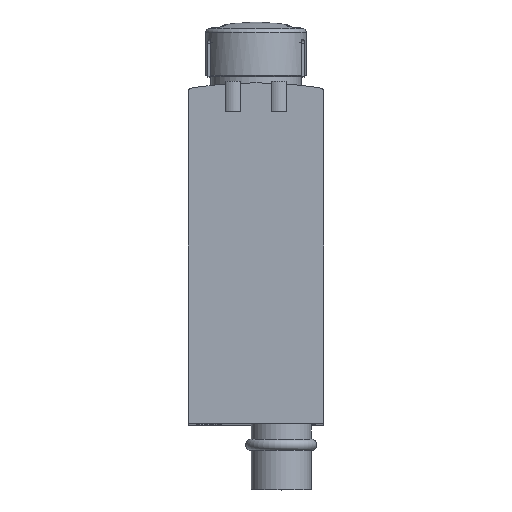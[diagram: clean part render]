
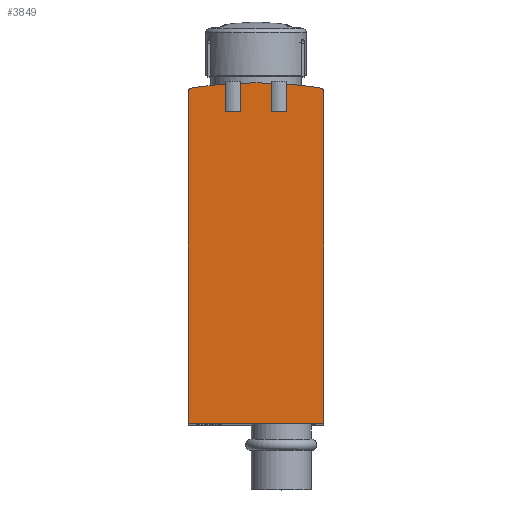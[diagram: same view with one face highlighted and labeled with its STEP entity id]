
A CAD part, top view. The second image highlights one B-rep face of the part: STEP entity #3849.
In plain terms, the highlighted planar face has unit normal (0, 0, 1).
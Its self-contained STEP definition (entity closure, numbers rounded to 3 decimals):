
#66=PLANE('',#4055);
#134=CIRCLE('',#3987,55.3);
#135=CIRCLE('',#3988,55.3);
#137=CIRCLE('',#3990,55.3);
#167=CIRCLE('',#4047,0.5);
#169=CIRCLE('',#4052,0.5);
#497=ORIENTED_EDGE('',*,*,#1237,.F.);
#498=ORIENTED_EDGE('',*,*,#1151,.T.);
#499=ORIENTED_EDGE('',*,*,#1227,.T.);
#500=ORIENTED_EDGE('',*,*,#1230,.T.);
#501=ORIENTED_EDGE('',*,*,#1197,.T.);
#502=ORIENTED_EDGE('',*,*,#1232,.T.);
#503=ORIENTED_EDGE('',*,*,#1235,.T.);
#504=ORIENTED_EDGE('',*,*,#1147,.T.);
#505=ORIENTED_EDGE('',*,*,#1238,.F.);
#506=ORIENTED_EDGE('',*,*,#1239,.T.);
#507=ORIENTED_EDGE('',*,*,#1240,.F.);
#508=ORIENTED_EDGE('',*,*,#1143,.T.);
#509=ORIENTED_EDGE('',*,*,#1241,.F.);
#510=ORIENTED_EDGE('',*,*,#1242,.T.);
#1143=EDGE_CURVE('',#1554,#1553,#134,.T.);
#1147=EDGE_CURVE('',#1558,#1557,#135,.T.);
#1151=EDGE_CURVE('',#1551,#1561,#137,.T.);
#1197=EDGE_CURVE('',#1594,#1597,#1858,.T.);
#1227=EDGE_CURVE('',#1561,#1614,#167,.T.);
#1230=EDGE_CURVE('',#1614,#1594,#1876,.T.);
#1232=EDGE_CURVE('',#1597,#1616,#1878,.T.);
#1235=EDGE_CURVE('',#1616,#1558,#169,.T.);
#1237=EDGE_CURVE('',#1551,#1618,#1881,.T.);
#1238=EDGE_CURVE('',#1619,#1557,#1882,.T.);
#1239=EDGE_CURVE('',#1619,#1620,#1883,.T.);
#1240=EDGE_CURVE('',#1554,#1620,#1884,.T.);
#1241=EDGE_CURVE('',#1621,#1553,#1885,.T.);
#1242=EDGE_CURVE('',#1621,#1618,#1886,.T.);
#1551=VERTEX_POINT('',#5119);
#1553=VERTEX_POINT('',#5129);
#1554=VERTEX_POINT('',#5131);
#1557=VERTEX_POINT('',#5143);
#1558=VERTEX_POINT('',#5145);
#1561=VERTEX_POINT('',#5151);
#1594=VERTEX_POINT('',#5270);
#1597=VERTEX_POINT('',#5277);
#1614=VERTEX_POINT('',#5344);
#1616=VERTEX_POINT('',#5353);
#1618=VERTEX_POINT('',#5363);
#1619=VERTEX_POINT('',#5365);
#1620=VERTEX_POINT('',#5367);
#1621=VERTEX_POINT('',#5370);
#1858=LINE('',#5278,#2082);
#1876=LINE('',#5349,#2100);
#1878=LINE('',#5352,#2102);
#1881=LINE('',#5362,#2105);
#1882=LINE('',#5364,#2106);
#1883=LINE('',#5366,#2107);
#1884=LINE('',#5368,#2108);
#1885=LINE('',#5369,#2109);
#1886=LINE('',#5371,#2110);
#2082=VECTOR('',#4378,1000.);
#2100=VECTOR('',#4466,1000.);
#2102=VECTOR('',#4470,1000.);
#2105=VECTOR('',#4483,1000.);
#2106=VECTOR('',#4484,1000.);
#2107=VECTOR('',#4485,1000.);
#2108=VECTOR('',#4486,1000.);
#2109=VECTOR('',#4487,1000.);
#2110=VECTOR('',#4488,1000.);
#2316=EDGE_LOOP('',(#497,#498,#499,#500,#501,#502,#503,#504,#505,#506,#507,
#508,#509,#510));
#2503=FACE_BOUND('',#2316,.T.);
#3849=ADVANCED_FACE('',(#2503),#66,.T.);
#3987=AXIS2_PLACEMENT_3D('',#5130,#4293,#4294);
#3988=AXIS2_PLACEMENT_3D('',#5144,#4297,#4298);
#3990=AXIS2_PLACEMENT_3D('',#5152,#4303,#4304);
#4047=AXIS2_PLACEMENT_3D('',#5343,#4459,#4460);
#4052=AXIS2_PLACEMENT_3D('',#5358,#4475,#4476);
#4055=AXIS2_PLACEMENT_3D('',#5361,#4481,#4482);
#4293=DIRECTION('',(0.,0.,1.));
#4294=DIRECTION('',(1.,0.,0.));
#4297=DIRECTION('',(0.,0.,1.));
#4298=DIRECTION('',(1.,0.,0.));
#4303=DIRECTION('',(0.,0.,1.));
#4304=DIRECTION('',(1.,0.,0.));
#4378=DIRECTION('',(1.,0.,0.));
#4459=DIRECTION('',(0.,0.,1.));
#4460=DIRECTION('',(1.,0.,0.));
#4466=DIRECTION('',(0.,-1.,0.));
#4470=DIRECTION('',(0.,1.,0.));
#4475=DIRECTION('',(0.,0.,1.));
#4476=DIRECTION('',(1.,0.,0.));
#4481=DIRECTION('',(0.,0.,1.));
#4482=DIRECTION('',(1.,0.,0.));
#4483=DIRECTION('',(0.,-1.,0.));
#4484=DIRECTION('',(0.,1.,0.));
#4485=DIRECTION('',(-1.,0.,0.));
#4486=DIRECTION('',(0.,-1.,0.));
#4487=DIRECTION('',(0.,1.,0.));
#4488=DIRECTION('',(-1.,0.,0.));
#5119=CARTESIAN_POINT('',(-4.,45.155,92.));
#5129=CARTESIAN_POINT('',(-2.,45.264,92.));
#5130=CARTESIAN_POINT('',(0.,-10.,92.));
#5131=CARTESIAN_POINT('',(2.,45.264,92.));
#5143=CARTESIAN_POINT('',(4.,45.155,92.));
#5144=CARTESIAN_POINT('',(0.,-10.,92.));
#5145=CARTESIAN_POINT('',(8.628,44.623,92.));
#5151=CARTESIAN_POINT('',(-8.628,44.623,92.));
#5152=CARTESIAN_POINT('',(0.,-10.,92.));
#5270=CARTESIAN_POINT('',(-9.05,0.,92.));
#5277=CARTESIAN_POINT('',(9.05,0.,92.));
#5278=CARTESIAN_POINT('',(-9.05,0.,92.));
#5343=CARTESIAN_POINT('',(-8.55,44.129,92.));
#5344=CARTESIAN_POINT('',(-9.05,44.129,92.));
#5349=CARTESIAN_POINT('',(-9.05,44.129,92.));
#5352=CARTESIAN_POINT('',(9.05,0.,92.));
#5353=CARTESIAN_POINT('',(9.05,44.129,92.));
#5358=CARTESIAN_POINT('',(8.55,44.129,92.));
#5361=CARTESIAN_POINT('',(-8.55,44.129,92.));
#5362=CARTESIAN_POINT('',(-4.,44.129,92.));
#5363=CARTESIAN_POINT('',(-4.,41.5,92.));
#5364=CARTESIAN_POINT('',(4.,44.129,92.));
#5365=CARTESIAN_POINT('',(4.,41.5,92.));
#5366=CARTESIAN_POINT('',(-8.55,41.5,92.));
#5367=CARTESIAN_POINT('',(2.,41.5,92.));
#5368=CARTESIAN_POINT('',(2.,44.129,92.));
#5369=CARTESIAN_POINT('',(-2.,44.129,92.));
#5370=CARTESIAN_POINT('',(-2.,41.5,92.));
#5371=CARTESIAN_POINT('',(-8.55,41.5,92.));
